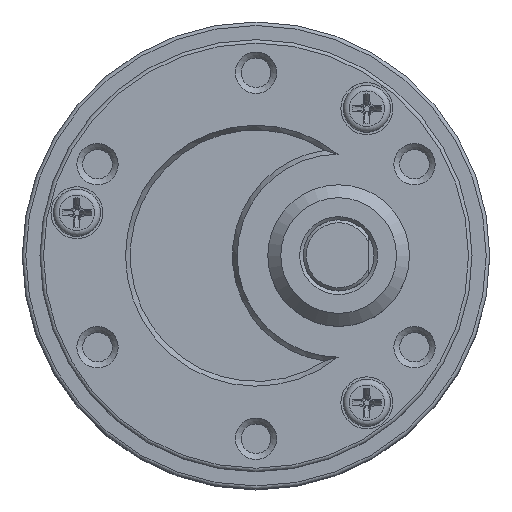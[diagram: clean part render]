
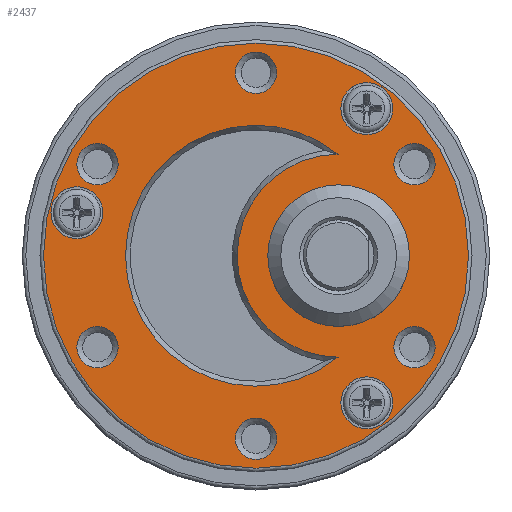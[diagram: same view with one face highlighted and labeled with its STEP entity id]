
A CAD part, top view. The second image highlights one B-rep face of the part: STEP entity #2437.
In plain terms, the highlighted planar face has unit normal (0, 0, 1).
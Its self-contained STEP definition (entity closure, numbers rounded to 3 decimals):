
#1995=PLANE('',#10284);
#2437=ADVANCED_FACE('',(#3290,#3291,#3292,#3293,#3294,#3295,#3296,#3297,
#3298,#3299,#3300,#3301),#1995,.T.);
#3290=FACE_BOUND('',#3642,.T.);
#3291=FACE_BOUND('',#3643,.T.);
#3292=FACE_BOUND('',#3644,.T.);
#3293=FACE_BOUND('',#3645,.T.);
#3294=FACE_BOUND('',#3646,.T.);
#3295=FACE_BOUND('',#3647,.T.);
#3296=FACE_BOUND('',#3648,.T.);
#3297=FACE_BOUND('',#3649,.T.);
#3298=FACE_BOUND('',#3650,.T.);
#3299=FACE_BOUND('',#3651,.T.);
#3300=FACE_BOUND('',#3652,.T.);
#3301=FACE_BOUND('',#3653,.T.);
#3642=EDGE_LOOP('',(#4559));
#3643=EDGE_LOOP('',(#4560));
#3644=EDGE_LOOP('',(#4561));
#3645=EDGE_LOOP('',(#4562));
#3646=EDGE_LOOP('',(#4563));
#3647=EDGE_LOOP('',(#4564));
#3648=EDGE_LOOP('',(#4565));
#3649=EDGE_LOOP('',(#4566));
#3650=EDGE_LOOP('',(#4567));
#3651=EDGE_LOOP('',(#4568));
#3652=EDGE_LOOP('',(#4569));
#3653=EDGE_LOOP('',(#4570,#4571));
#4559=ORIENTED_EDGE('',*,*,#8202,.T.);
#4560=ORIENTED_EDGE('',*,*,#8203,.T.);
#4561=ORIENTED_EDGE('',*,*,#8204,.T.);
#4562=ORIENTED_EDGE('',*,*,#8205,.F.);
#4563=ORIENTED_EDGE('',*,*,#8206,.T.);
#4564=ORIENTED_EDGE('',*,*,#8207,.T.);
#4565=ORIENTED_EDGE('',*,*,#8208,.T.);
#4566=ORIENTED_EDGE('',*,*,#8209,.T.);
#4567=ORIENTED_EDGE('',*,*,#8210,.T.);
#4568=ORIENTED_EDGE('',*,*,#8211,.T.);
#4569=ORIENTED_EDGE('',*,*,#8212,.T.);
#4570=ORIENTED_EDGE('',*,*,#8213,.T.);
#4571=ORIENTED_EDGE('',*,*,#8214,.T.);
#7267=VERTEX_POINT('',#14972);
#7268=VERTEX_POINT('',#14974);
#7269=VERTEX_POINT('',#14976);
#7270=VERTEX_POINT('',#14978);
#7271=VERTEX_POINT('',#14980);
#7272=VERTEX_POINT('',#14982);
#7273=VERTEX_POINT('',#14984);
#7274=VERTEX_POINT('',#14986);
#7275=VERTEX_POINT('',#14988);
#7276=VERTEX_POINT('',#14990);
#7277=VERTEX_POINT('',#14992);
#7278=VERTEX_POINT('',#14994);
#7279=VERTEX_POINT('',#14995);
#8202=EDGE_CURVE('',#7267,#7267,#9556,.T.);
#8203=EDGE_CURVE('',#7268,#7268,#9557,.T.);
#8204=EDGE_CURVE('',#7269,#7269,#9558,.T.);
#8205=EDGE_CURVE('',#7270,#7270,#9559,.T.);
#8206=EDGE_CURVE('',#7271,#7271,#9560,.T.);
#8207=EDGE_CURVE('',#7272,#7272,#9561,.T.);
#8208=EDGE_CURVE('',#7273,#7273,#9562,.T.);
#8209=EDGE_CURVE('',#7274,#7274,#9563,.T.);
#8210=EDGE_CURVE('',#7275,#7275,#9564,.T.);
#8211=EDGE_CURVE('',#7276,#7276,#9565,.T.);
#8212=EDGE_CURVE('',#7277,#7277,#9566,.T.);
#8213=EDGE_CURVE('',#7278,#7279,#9567,.T.);
#8214=EDGE_CURVE('',#7279,#7278,#9568,.T.);
#9556=CIRCLE('',#10271,1.75);
#9557=CIRCLE('',#10272,1.75);
#9558=CIRCLE('',#10273,1.75);
#9559=CIRCLE('',#10274,6.);
#9560=CIRCLE('',#10275,1.75);
#9561=CIRCLE('',#10276,1.75);
#9562=CIRCLE('',#10277,1.75);
#9563=CIRCLE('',#10278,18.);
#9564=CIRCLE('',#10279,2.2);
#9565=CIRCLE('',#10280,2.2);
#9566=CIRCLE('',#10281,2.2);
#9567=CIRCLE('',#10282,8.596);
#9568=CIRCLE('',#10283,11.054);
#10271=AXIS2_PLACEMENT_3D('',#14971,#11643,#11644);
#10272=AXIS2_PLACEMENT_3D('',#14973,#11645,#11646);
#10273=AXIS2_PLACEMENT_3D('',#14975,#11647,#11648);
#10274=AXIS2_PLACEMENT_3D('',#14977,#11649,#11650);
#10275=AXIS2_PLACEMENT_3D('',#14979,#11651,#11652);
#10276=AXIS2_PLACEMENT_3D('',#14981,#11653,#11654);
#10277=AXIS2_PLACEMENT_3D('',#14983,#11655,#11656);
#10278=AXIS2_PLACEMENT_3D('',#14985,#11657,#11658);
#10279=AXIS2_PLACEMENT_3D('',#14987,#11659,#11660);
#10280=AXIS2_PLACEMENT_3D('',#14989,#11661,#11662);
#10281=AXIS2_PLACEMENT_3D('',#14991,#11663,#11664);
#10282=AXIS2_PLACEMENT_3D('',#14993,#11665,#11666);
#10283=AXIS2_PLACEMENT_3D('',#14996,#11667,#11668);
#10284=AXIS2_PLACEMENT_3D('',#14997,#11669,#11670);
#11643=DIRECTION('',(0.,0.,-1.));
#11644=DIRECTION('',(1.,0.,0.));
#11645=DIRECTION('',(0.,0.,-1.));
#11646=DIRECTION('',(1.,0.,0.));
#11647=DIRECTION('',(0.,0.,-1.));
#11648=DIRECTION('',(1.,0.,0.));
#11649=DIRECTION('',(0.,0.,1.));
#11650=DIRECTION('',(1.,0.,0.));
#11651=DIRECTION('',(0.,0.,-1.));
#11652=DIRECTION('',(1.,0.,0.));
#11653=DIRECTION('',(0.,0.,-1.));
#11654=DIRECTION('',(1.,0.,0.));
#11655=DIRECTION('',(0.,0.,-1.));
#11656=DIRECTION('',(1.,0.,0.));
#11657=DIRECTION('',(0.,0.,1.));
#11658=DIRECTION('',(1.,0.,0.));
#11659=DIRECTION('',(0.,0.,-1.));
#11660=DIRECTION('',(-1.,0.,0.));
#11661=DIRECTION('',(0.,0.,-1.));
#11662=DIRECTION('',(-1.,0.,0.));
#11663=DIRECTION('',(0.,0.,-1.));
#11664=DIRECTION('',(-1.,0.,0.));
#11665=DIRECTION('',(0.,0.,1.));
#11666=DIRECTION('',(1.,0.,0.));
#11667=DIRECTION('',(0.,0.,-1.));
#11668=DIRECTION('',(1.,0.,0.));
#11669=DIRECTION('',(0.,0.,1.));
#11670=DIRECTION('',(1.,0.,0.));
#14971=CARTESIAN_POINT('',(-13.423,7.75,26.7));
#14972=CARTESIAN_POINT('',(-11.673,7.75,26.7));
#14973=CARTESIAN_POINT('',(13.423,7.75,26.7));
#14974=CARTESIAN_POINT('',(15.173,7.75,26.7));
#14975=CARTESIAN_POINT('',(0.,-15.5,26.7));
#14976=CARTESIAN_POINT('',(1.75,-15.5,26.7));
#14977=CARTESIAN_POINT('',(7.,0.,26.7));
#14978=CARTESIAN_POINT('',(13.,0.,26.7));
#14979=CARTESIAN_POINT('',(0.,15.5,26.7));
#14980=CARTESIAN_POINT('',(1.75,15.5,26.7));
#14981=CARTESIAN_POINT('',(-13.423,-7.75,26.7));
#14982=CARTESIAN_POINT('',(-11.673,-7.75,26.7));
#14983=CARTESIAN_POINT('',(13.423,-7.75,26.7));
#14984=CARTESIAN_POINT('',(15.173,-7.75,26.7));
#14985=CARTESIAN_POINT('',(0.,0.,
26.7));
#14986=CARTESIAN_POINT('',(18.,0.,26.7));
#14987=CARTESIAN_POINT('',(-15.169,3.642,26.7));
#14988=CARTESIAN_POINT('',(-17.369,3.642,26.7));
#14989=CARTESIAN_POINT('',(9.388,-12.459,26.7));
#14990=CARTESIAN_POINT('',(7.188,-12.459,26.7));
#14991=CARTESIAN_POINT('',(9.388,12.459,26.7));
#14992=CARTESIAN_POINT('',(7.188,12.459,26.7));
#14993=CARTESIAN_POINT('',(7.,0.,26.7));
#14994=CARTESIAN_POINT('',(6.95,8.596,26.7));
#14995=CARTESIAN_POINT('',(6.95,-8.596,26.7));
#14996=CARTESIAN_POINT('',(0.,0.,
26.7));
#14997=CARTESIAN_POINT('',(0.,0.,
26.7));
